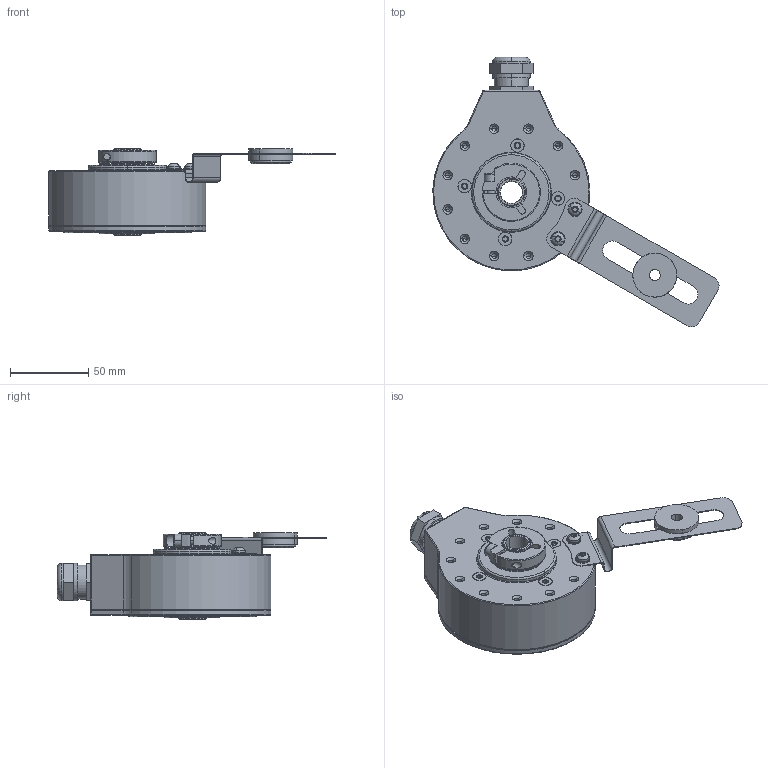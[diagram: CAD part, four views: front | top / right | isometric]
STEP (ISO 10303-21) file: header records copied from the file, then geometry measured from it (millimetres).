
FILE_DESCRIPTION((''),'2;1');
FILE_NAME('821113-01','2013-07-11T',('se2562'),(''),'PRO/ENGINEER BY PARAMETRIC TECHNOLOGY CORPORATION, 2011410','PRO/ENGINEER BY PARAMETRIC TECHNOLOGY CORPORATION, 2011410','');
FILE_SCHEMA(('CONFIG_CONTROL_DESIGN'));
Length unit declared in the file: millimetre
Products named in the file (1): 821113-01
Bounding box: 182.32 x 171.59 x 55.2 mm (x, y, z)
Volume: 210137.4 mm3; surface area: 83920.5 mm2
Topology: 6 solids, 7 shells, 966 faces, 2389 edges, 1453 vertices
Faces by surface type: cylinder 436, cone 233, plane 224, torus 68, sphere 4, bspline 1
Entity records: 32990 total; most frequent: CARTESIAN_POINT 9747, DIRECTION 5171, ORIENTED_EDGE 4726, EDGE_CURVE 2363, AXIS2_PLACEMENT_3D 2129, VERTEX_POINT 1453, CIRCLE 1164, EDGE_LOOP 1068
